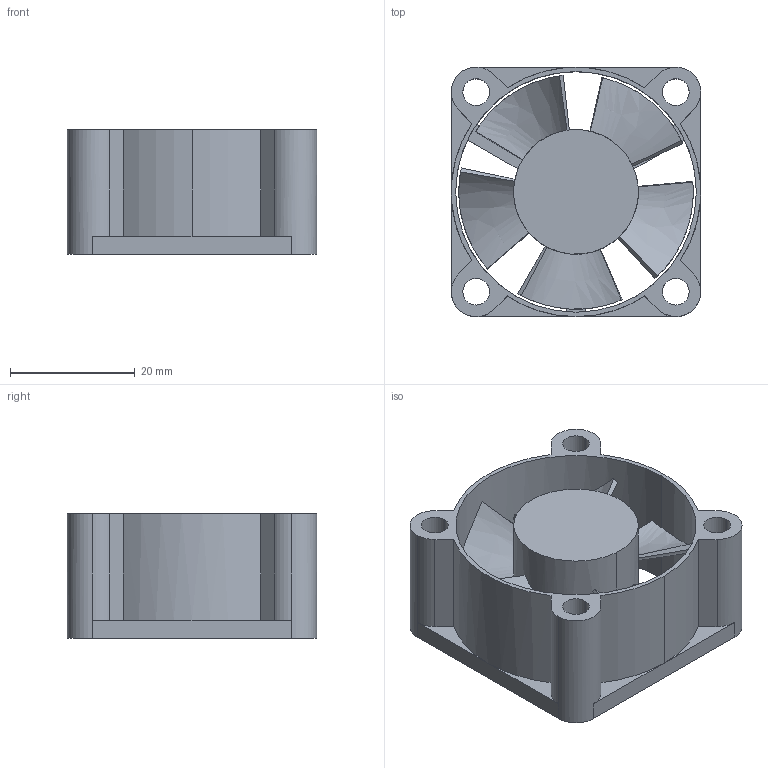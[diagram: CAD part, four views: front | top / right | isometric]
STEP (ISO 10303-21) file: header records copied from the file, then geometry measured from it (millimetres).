
FILE_DESCRIPTION (( 'STEP AP214' ), '1' );
FILE_NAME ('KD1204PKB3.step', '2019-12-18T09:04:06', ( '' ), ( '' ), 'SwSTEP 2.0', 'SolidWorks 2010', '' );
FILE_SCHEMA (( 'AUTOMOTIVE_DESIGN' ));
Length unit declared in the file: millimetre
Products named in the file (3): Fan_HouseKD1204PKB3_KD1204PKB3; FanKD1204PKB3_KD1204PKB3; KD1204PKB3
Assembly tree (2 placements, depth 2):
  KD1204PKB3
    Fan_HouseKD1204PKB3_KD1204PKB3
    FanKD1204PKB3_KD1204PKB3
Bounding box: 40 x 40 x 20 mm (x, y, z)
Volume: 11756.7 mm3; surface area: 11730.8 mm2
Topology: 2 solids, 2 shells, 84 faces, 227 edges, 149 vertices
Faces by surface type: plane 41, cylinder 33, bspline 10
Entity records: 3178 total; most frequent: CARTESIAN_POINT 1009, ORIENTED_EDGE 454, DIRECTION 410, EDGE_CURVE 227, VERTEX_POINT 149, AXIS2_PLACEMENT_3D 148, LINE 114, VECTOR 114
